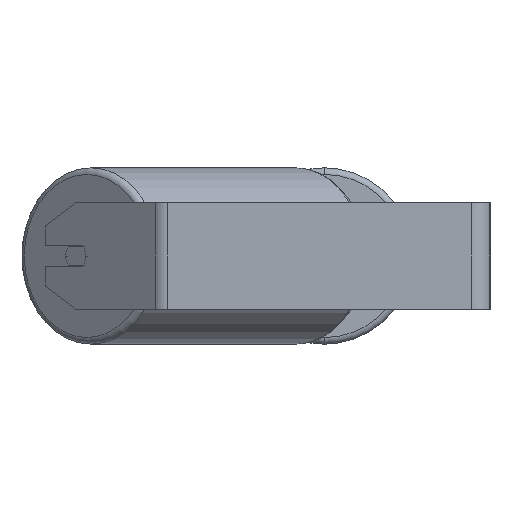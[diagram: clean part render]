
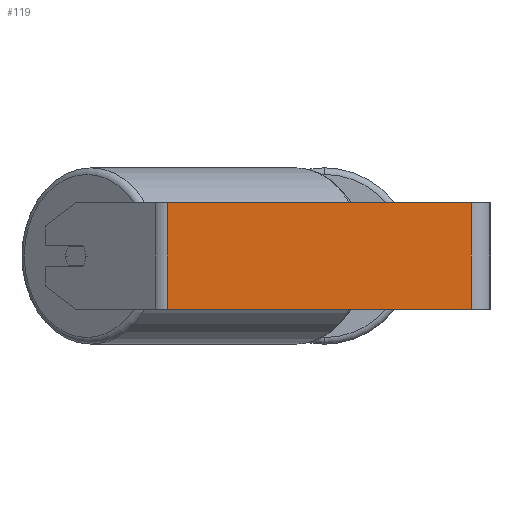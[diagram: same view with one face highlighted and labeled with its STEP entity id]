
A CAD part, left-side view. The second image highlights one B-rep face of the part: STEP entity #119.
In plain terms, the highlighted planar face has unit normal (-1, 0, 0).
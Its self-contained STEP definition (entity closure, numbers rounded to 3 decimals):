
#7 = EDGE_CURVE ( 'NONE', #4635, #2681, #5788, .T. ) ;
#102 = ORIENTED_EDGE ( 'NONE', *, *, #2989, .F. ) ;
#119 = ADVANCED_FACE ( 'NONE', ( #1426 ), #2618, .F. ) ;
#289 = VERTEX_POINT ( 'NONE', #7197 ) ;
#362 = VECTOR ( 'NONE', #3541, 1000. ) ;
#919 = CARTESIAN_POINT ( 'NONE',  ( -430., 248.378, 40. ) ) ;
#1201 = DIRECTION ( 'NONE',  ( 0., -1., 0. ) ) ;
#1426 = FACE_OUTER_BOUND ( 'NONE', #7294, .T. ) ;
#1587 = DIRECTION ( 'NONE',  ( 1., 0., 0. ) ) ;
#1732 = AXIS2_PLACEMENT_3D ( 'NONE', #919, #1587, #4077 ) ;
#1824 = ORIENTED_EDGE ( 'NONE', *, *, #5225, .T. ) ;
#1888 = VECTOR ( 'NONE', #6986, 1000. ) ;
#2438 = CARTESIAN_POINT ( 'NONE',  ( -430., 248.378, 40. ) ) ;
#2618 = PLANE ( 'NONE',  #1732 ) ;
#2681 = VERTEX_POINT ( 'NONE', #6364 ) ;
#2989 = EDGE_CURVE ( 'NONE', #2681, #3447, #8498, .T. ) ;
#3447 = VERTEX_POINT ( 'NONE', #5713 ) ;
#3541 = DIRECTION ( 'NONE',  ( 0., 0., -1. ) ) ;
#4077 = DIRECTION ( 'NONE',  ( 0., 0., -1. ) ) ;
#4217 = EDGE_CURVE ( 'NONE', #289, #3447, #7914, .T. ) ;
#4268 = ORIENTED_EDGE ( 'NONE', *, *, #7, .F. ) ;
#4447 = CARTESIAN_POINT ( 'NONE',  ( -430., 243.282, 40. ) ) ;
#4635 = VERTEX_POINT ( 'NONE', #4447 ) ;
#5225 = EDGE_CURVE ( 'NONE', #4635, #289, #6811, .T. ) ;
#5713 = CARTESIAN_POINT ( 'NONE',  ( -430., 14., -40. ) ) ;
#5788 = LINE ( 'NONE', #2438, #5951 ) ;
#5951 = VECTOR ( 'NONE', #1201, 1000. ) ;
#5952 = DIRECTION ( 'NONE',  ( 0., -1., 0. ) ) ;
#6364 = CARTESIAN_POINT ( 'NONE',  ( -430., 14., 40. ) ) ;
#6442 = CARTESIAN_POINT ( 'NONE',  ( -430., 14., 40. ) ) ;
#6463 = ORIENTED_EDGE ( 'NONE', *, *, #4217, .T. ) ;
#6702 = VECTOR ( 'NONE', #5952, 1000. ) ;
#6811 = LINE ( 'NONE', #6855, #362 ) ;
#6855 = CARTESIAN_POINT ( 'NONE',  ( -430., 243.282, 40. ) ) ;
#6986 = DIRECTION ( 'NONE',  ( 0., 0., -1. ) ) ;
#7197 = CARTESIAN_POINT ( 'NONE',  ( -430., 243.282, -40. ) ) ;
#7294 = EDGE_LOOP ( 'NONE', ( #6463, #102, #4268, #1824 ) ) ;
#7914 = LINE ( 'NONE', #8633, #6702 ) ;
#8498 = LINE ( 'NONE', #6442, #1888 ) ;
#8633 = CARTESIAN_POINT ( 'NONE',  ( -430., 248.378, -40. ) ) ;
